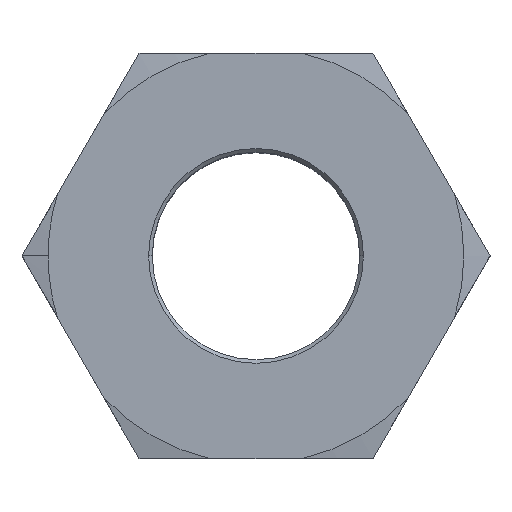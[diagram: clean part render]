
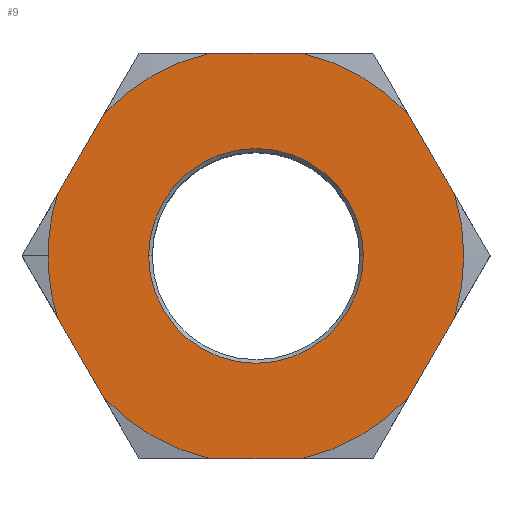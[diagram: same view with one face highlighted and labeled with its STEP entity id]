
A CAD part, top view. The second image highlights one B-rep face of the part: STEP entity #9.
In plain terms, the highlighted planar face has unit normal (0, 0, 1).
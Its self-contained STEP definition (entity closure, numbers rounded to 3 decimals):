
#2 = ORIENTED_EDGE ( 'NONE', *, *, #22, .T. ) ;
#4 = ORIENTED_EDGE ( 'NONE', *, *, #321, .T. ) ;
#9 = ADVANCED_FACE ( 'NONE', ( #238, #233 ), #228, .F. ) ;
#13 = ORIENTED_EDGE ( 'NONE', *, *, #14, .T. ) ;
#14 = EDGE_CURVE ( 'NONE', #327, #328, #240, .T. ) ;
#22 = EDGE_CURVE ( 'NONE', #328, #329, #287, .T. ) ;
#23 = VERTEX_POINT ( 'NONE', #277 ) ;
#24 = EDGE_CURVE ( 'NONE', #32, #23, #270, .T. ) ;
#25 = ORIENTED_EDGE ( 'NONE', *, *, #26, .T. ) ;
#26 = EDGE_CURVE ( 'NONE', #23, #35, #246, .T. ) ;
#32 = VERTEX_POINT ( 'NONE', #282 ) ;
#33 = EDGE_CURVE ( 'NONE', #943, #45, #281, .T. ) ;
#34 = ORIENTED_EDGE ( 'NONE', *, *, #24, .T. ) ;
#35 = VERTEX_POINT ( 'NONE', #293 ) ;
#36 = EDGE_CURVE ( 'NONE', #45, #32, #259, .T. ) ;
#37 = ORIENTED_EDGE ( 'NONE', *, *, #38, .T. ) ;
#38 = EDGE_CURVE ( 'NONE', #35, #55, #292, .T. ) ;
#39 = ORIENTED_EDGE ( 'NONE', *, *, #68, .T. ) ;
#42 = EDGE_CURVE ( 'NONE', #54, #327, #252, .T. ) ;
#43 = EDGE_CURVE ( 'NONE', #70, #54, #248, .T. ) ;
#44 = ORIENTED_EDGE ( 'NONE', *, *, #36, .T. ) ;
#45 = VERTEX_POINT ( 'NONE', #335 ) ;
#54 = VERTEX_POINT ( 'NONE', #358 ) ;
#55 = VERTEX_POINT ( 'NONE', #336 ) ;
#56 = EDGE_CURVE ( 'NONE', #885, #876, #364, .T. ) ;
#57 = ORIENTED_EDGE ( 'NONE', *, *, #933, .F. ) ;
#58 = EDGE_CURVE ( 'NONE', #67, #70, #365, .T. ) ;
#59 = ORIENTED_EDGE ( 'NONE', *, *, #43, .T. ) ;
#60 = ORIENTED_EDGE ( 'NONE', *, *, #56, .F. ) ;
#61 = ORIENTED_EDGE ( 'NONE', *, *, #42, .T. ) ;
#62 = EDGE_LOOP ( 'NONE', ( #60, #57 ) ) ;
#67 = VERTEX_POINT ( 'NONE', #384 ) ;
#68 = EDGE_CURVE ( 'NONE', #55, #67, #386, .T. ) ;
#69 = ORIENTED_EDGE ( 'NONE', *, *, #58, .T. ) ;
#70 = VERTEX_POINT ( 'NONE', #391 ) ;
#218 = AXIS2_PLACEMENT_3D ( 'NONE', #226, #243, #291 ) ;
#226 = CARTESIAN_POINT ( 'NONE',  ( 0., 0., 8.75 ) ) ;
#227 = AXIS2_PLACEMENT_3D ( 'NONE', #231, #230, #235 ) ;
#228 = PLANE ( 'NONE',  #227 ) ;
#230 = DIRECTION ( 'NONE',  ( 0., 0., -1. ) ) ;
#231 = CARTESIAN_POINT ( 'NONE',  ( 0., 10.97, 8.75 ) ) ;
#233 = FACE_BOUND ( 'NONE', #62, .T. ) ;
#235 = DIRECTION ( 'NONE',  ( -1., 0., 0. ) ) ;
#238 = FACE_OUTER_BOUND ( 'NONE', #313, .T. ) ;
#240 = CIRCLE ( 'NONE', #218, 9.746 ) ;
#241 = CARTESIAN_POINT ( 'NONE',  ( 0., 0., 8.75 ) ) ;
#243 = DIRECTION ( 'NONE',  ( 0., 0., 1. ) ) ;
#244 = CARTESIAN_POINT ( 'NONE',  ( 0., 0., 8.75 ) ) ;
#245 = AXIS2_PLACEMENT_3D ( 'NONE', #244, #284, #283 ) ;
#246 = CIRCLE ( 'NONE', #245, 9.746 ) ;
#247 = AXIS2_PLACEMENT_3D ( 'NONE', #241, #318, #359 ) ;
#248 = CIRCLE ( 'NONE', #247, 9.746 ) ;
#249 = DIRECTION ( 'NONE',  ( -1., 0., 0. ) ) ;
#250 = VECTOR ( 'NONE', #249, 1000. ) ;
#251 = CARTESIAN_POINT ( 'NONE',  ( 5.485, 9.5, 8.75 ) ) ;
#252 = LINE ( 'NONE', #251, #250 ) ;
#253 = VECTOR ( 'NONE', #266, 1000. ) ;
#254 = CARTESIAN_POINT ( 'NONE',  ( 5.485, -9.5, 8.75 ) ) ;
#255 = DIRECTION ( 'NONE',  ( 1., 0., 0. ) ) ;
#256 = DIRECTION ( 'NONE',  ( 0., 0., 1. ) ) ;
#257 = CARTESIAN_POINT ( 'NONE',  ( 0., 0., 8.75 ) ) ;
#258 = AXIS2_PLACEMENT_3D ( 'NONE', #257, #256, #255 ) ;
#259 = CIRCLE ( 'NONE', #258, 9.746 ) ;
#266 = DIRECTION ( 'NONE',  ( 0.5, 0.866, 0. ) ) ;
#267 = DIRECTION ( 'NONE',  ( 1., 0., 0. ) ) ;
#268 = VECTOR ( 'NONE', #267, 1000. ) ;
#269 = CARTESIAN_POINT ( 'NONE',  ( -5.485, -9.5, 8.75 ) ) ;
#270 = LINE ( 'NONE', #269, #268 ) ;
#277 = CARTESIAN_POINT ( 'NONE',  ( 2.175, -9.5, 8.75 ) ) ;
#278 = DIRECTION ( 'NONE',  ( -0.5, -0.866, 0. ) ) ;
#279 = VECTOR ( 'NONE', #278, 1000. ) ;
#280 = CARTESIAN_POINT ( 'NONE',  ( -10.97, 0., 8.75 ) ) ;
#281 = LINE ( 'NONE', #280, #295 ) ;
#282 = CARTESIAN_POINT ( 'NONE',  ( -2.175, -9.5, 8.75 ) ) ;
#283 = DIRECTION ( 'NONE',  ( 1., 0., 0. ) ) ;
#284 = DIRECTION ( 'NONE',  ( 0., 0., 1. ) ) ;
#286 = CARTESIAN_POINT ( 'NONE',  ( -5.485, 9.5, 8.75 ) ) ;
#287 = LINE ( 'NONE', #286, #279 ) ;
#291 = DIRECTION ( 'NONE',  ( 1., 0., 0. ) ) ;
#292 = LINE ( 'NONE', #254, #253 ) ;
#293 = CARTESIAN_POINT ( 'NONE',  ( 7.14, -6.634, 8.75 ) ) ;
#294 = DIRECTION ( 'NONE',  ( 0.5, -0.866, 0. ) ) ;
#295 = VECTOR ( 'NONE', #294, 1000. ) ;
#311 = ORIENTED_EDGE ( 'NONE', *, *, #959, .T. ) ;
#312 = ORIENTED_EDGE ( 'NONE', *, *, #33, .T. ) ;
#313 = EDGE_LOOP ( 'NONE', ( #13, #2, #4, #311, #312, #44, #34, #25, #37, #39, #69, #59, #61 ) ) ;
#318 = DIRECTION ( 'NONE',  ( 0., 0., 1. ) ) ;
#321 = EDGE_CURVE ( 'NONE', #329, #940, #472, .T. ) ;
#327 = VERTEX_POINT ( 'NONE', #610 ) ;
#328 = VERTEX_POINT ( 'NONE', #574 ) ;
#329 = VERTEX_POINT ( 'NONE', #573 ) ;
#335 = CARTESIAN_POINT ( 'NONE',  ( -7.14, -6.634, 8.75 ) ) ;
#336 = CARTESIAN_POINT ( 'NONE',  ( 9.315, -2.866, 8.75 ) ) ;
#351 = DIRECTION ( 'NONE',  ( -0.5, 0.866, 0. ) ) ;
#352 = VECTOR ( 'NONE', #351, 1000. ) ;
#353 = CARTESIAN_POINT ( 'NONE',  ( 10.97, 0., 8.75 ) ) ;
#358 = CARTESIAN_POINT ( 'NONE',  ( 2.175, 9.5, 8.75 ) ) ;
#359 = DIRECTION ( 'NONE',  ( 1., 0., 0. ) ) ;
#360 = DIRECTION ( 'NONE',  ( 1., 0., 0. ) ) ;
#361 = DIRECTION ( 'NONE',  ( 0., 0., 1. ) ) ;
#362 = CARTESIAN_POINT ( 'NONE',  ( 0., 0., 8.75 ) ) ;
#363 = AXIS2_PLACEMENT_3D ( 'NONE', #362, #361, #360 ) ;
#364 = CIRCLE ( 'NONE', #363, 5.034 ) ;
#365 = LINE ( 'NONE', #353, #352 ) ;
#384 = CARTESIAN_POINT ( 'NONE',  ( 9.315, 2.866, 8.75 ) ) ;
#385 = CARTESIAN_POINT ( 'NONE',  ( 0., 0., 8.75 ) ) ;
#386 = CIRCLE ( 'NONE', #393, 9.746 ) ;
#389 = DIRECTION ( 'NONE',  ( 0., 0., 1. ) ) ;
#391 = CARTESIAN_POINT ( 'NONE',  ( 7.14, 6.634, 8.75 ) ) ;
#392 = DIRECTION ( 'NONE',  ( 1., 0., 0. ) ) ;
#393 = AXIS2_PLACEMENT_3D ( 'NONE', #385, #389, #392 ) ;
#472 = CIRCLE ( 'NONE', #485, 9.746 ) ;
#483 = DIRECTION ( 'NONE',  ( 1., 0., 0. ) ) ;
#484 = DIRECTION ( 'NONE',  ( 0., 0., 1. ) ) ;
#485 = AXIS2_PLACEMENT_3D ( 'NONE', #547, #484, #483 ) ;
#497 = CARTESIAN_POINT ( 'NONE',  ( -5.034, 0., 8.75 ) ) ;
#506 = CARTESIAN_POINT ( 'NONE',  ( 5.034, 0., 8.75 ) ) ;
#547 = CARTESIAN_POINT ( 'NONE',  ( 0., 0., 8.75 ) ) ;
#573 = CARTESIAN_POINT ( 'NONE',  ( -9.315, 2.866, 8.75 ) ) ;
#574 = CARTESIAN_POINT ( 'NONE',  ( -7.14, 6.634, 8.75 ) ) ;
#610 = CARTESIAN_POINT ( 'NONE',  ( -2.175, 9.5, 8.75 ) ) ;
#668 = CARTESIAN_POINT ( 'NONE',  ( -9.746, 0., 8.75 ) ) ;
#683 = DIRECTION ( 'NONE',  ( 1., 0., 0. ) ) ;
#684 = DIRECTION ( 'NONE',  ( 0., 0., 1. ) ) ;
#685 = AXIS2_PLACEMENT_3D ( 'NONE', #686, #684, #683 ) ;
#686 = CARTESIAN_POINT ( 'NONE',  ( 0., 0., 8.75 ) ) ;
#687 = CIRCLE ( 'NONE', #685, 5.034 ) ;
#726 = CARTESIAN_POINT ( 'NONE',  ( -9.315, -2.866, 8.75 ) ) ;
#732 = CARTESIAN_POINT ( 'NONE',  ( 0., 0., 8.75 ) ) ;
#733 = AXIS2_PLACEMENT_3D ( 'NONE', #732, #791, #790 ) ;
#734 = CIRCLE ( 'NONE', #733, 9.746 ) ;
#790 = DIRECTION ( 'NONE',  ( 1., 0., 0. ) ) ;
#791 = DIRECTION ( 'NONE',  ( 0., 0., 1. ) ) ;
#876 = VERTEX_POINT ( 'NONE', #497 ) ;
#885 = VERTEX_POINT ( 'NONE', #506 ) ;
#933 = EDGE_CURVE ( 'NONE', #876, #885, #687, .T. ) ;
#940 = VERTEX_POINT ( 'NONE', #668 ) ;
#943 = VERTEX_POINT ( 'NONE', #726 ) ;
#959 = EDGE_CURVE ( 'NONE', #940, #943, #734, .T. ) ;
